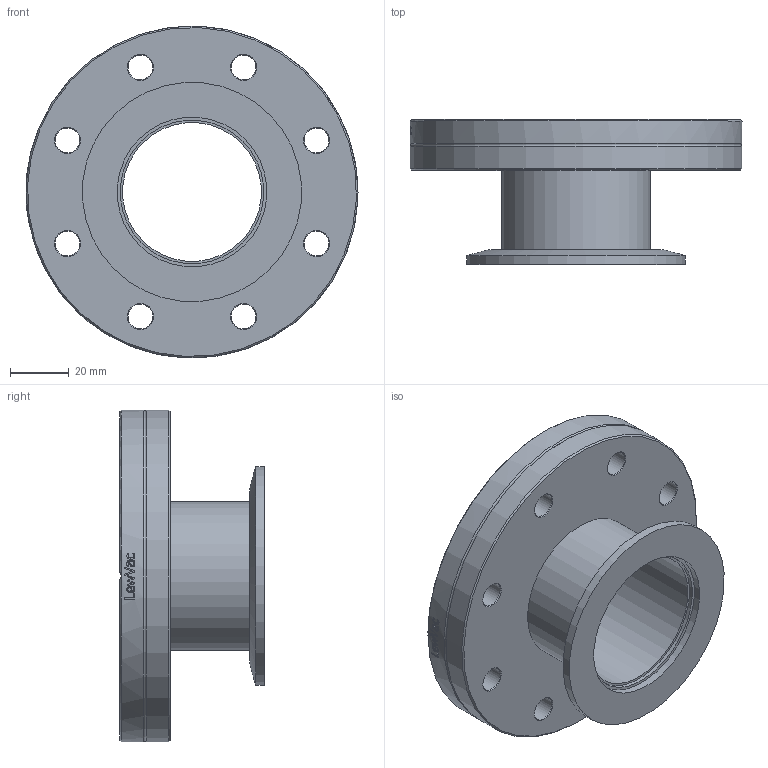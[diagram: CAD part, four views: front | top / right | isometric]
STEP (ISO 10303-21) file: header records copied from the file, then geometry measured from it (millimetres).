
FILE_DESCRIPTION(/* description */ (''),/* implementation_level */ '2;1');
FILE_NAME(/* name */ 'FL-63LF-50KF.stp',/* time_stamp */ '2019-02-13T13:54:58+00:00',/* author */ ('paul'),/* organization */ (''),/* preprocessor_version */ 'ST-DEVELOPER v17.2',/* originating_system */ 'Autodesk Inventor 2019',/* authorisation */ '');
FILE_SCHEMA (('AUTOMOTIVE_DESIGN { 1 0 10303 214 3 1 1 }'));
Length unit declared in the file: millimetre
Products named in the file (4): FL-63LF-50KF; FL-50KF-51W; FL-63CF; tube
Assembly tree (3 placements, depth 2):
  FL-63LF-50KF
    FL-50KF-51W
    FL-63CF
    tube
Bounding box: 113.5 x 49.5 x 113.49 mm (x, y, z)
Volume: 149979.9 mm3; surface area: 48925.7 mm2
Topology: 3 solids, 3 shells, 144 faces, 388 edges, 260 vertices
Faces by surface type: bspline 53, plane 40, cylinder 28, cone 22, torus 1
Full cylindrical faces by diameter (mm): 8.4 x8, 47.5 x1, 49.1 x1, 50.8 x2, 51 x1, 51.2 x1, 75 x1, 82.5 x1, 113.5 x2
Entity records: 17199 total; most frequent: CARTESIAN_POINT 13716, ORIENTED_EDGE 776, DIRECTION 548, EDGE_CURVE 388, VERTEX_POINT 260, AXIS2_PLACEMENT_3D 205, EDGE_LOOP 176, FACE_OUTER_BOUND 144
